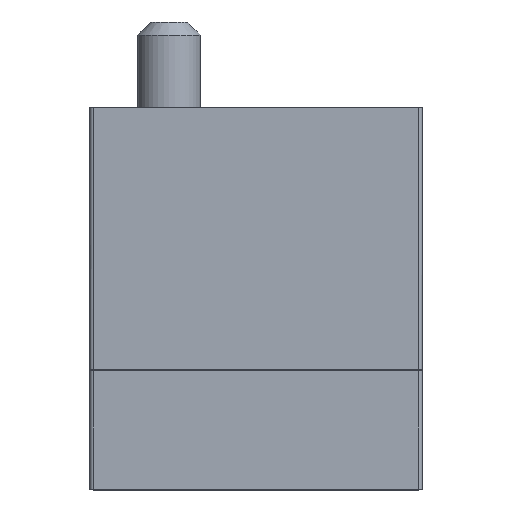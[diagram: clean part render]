
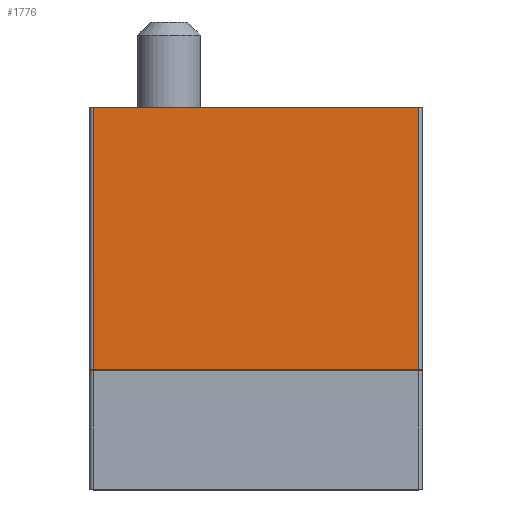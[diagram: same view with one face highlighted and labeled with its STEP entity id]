
A CAD part, top view. The second image highlights one B-rep face of the part: STEP entity #1776.
In plain terms, the highlighted planar face has unit normal (0, 0, 1).
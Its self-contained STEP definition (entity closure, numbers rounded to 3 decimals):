
#66=PLANE('',#1916);
#128=LINE('',#2518,#218);
#129=LINE('',#2528,#219);
#139=LINE('',#2556,#229);
#140=LINE('',#2558,#230);
#218=VECTOR('',#2152,1000.);
#219=VECTOR('',#2165,1000.);
#229=VECTOR('',#2195,1000.);
#230=VECTOR('',#2198,1000.);
#435=ORIENTED_EDGE('',*,*,#648,.T.);
#436=ORIENTED_EDGE('',*,*,#666,.T.);
#437=ORIENTED_EDGE('',*,*,#667,.T.);
#438=ORIENTED_EDGE('',*,*,#652,.T.);
#648=EDGE_CURVE('',#785,#784,#128,.T.);
#652=EDGE_CURVE('',#788,#785,#129,.F.);
#666=EDGE_CURVE('',#784,#795,#139,.T.);
#667=EDGE_CURVE('',#795,#788,#140,.T.);
#784=VERTEX_POINT('',#2517);
#785=VERTEX_POINT('',#2519);
#788=VERTEX_POINT('',#2529);
#795=VERTEX_POINT('',#2555);
#949=EDGE_LOOP('',(#435,#436,#437,#438));
#1071=FACE_BOUND('',#949,.T.);
#1776=ADVANCED_FACE('',(#1071),#66,.F.);
#1916=AXIS2_PLACEMENT_3D('',#2557,#2196,#2197);
#2152=DIRECTION('',(1.,0.,0.));
#2165=DIRECTION('',(0.,1.,0.));
#2195=DIRECTION('',(0.,1.,0.));
#2196=DIRECTION('',(0.,0.,-1.));
#2197=DIRECTION('',(-1.,0.,0.));
#2198=DIRECTION('',(-1.,0.,0.));
#2517=CARTESIAN_POINT('',(12.35,9.1,15.1));
#2518=CARTESIAN_POINT('',(0.,9.1,15.1));
#2519=CARTESIAN_POINT('',(-12.35,9.1,15.1));
#2528=CARTESIAN_POINT('',(-12.35,24.,15.1));
#2529=CARTESIAN_POINT('',(-12.35,29.,15.1));
#2555=CARTESIAN_POINT('',(12.35,29.,15.1));
#2556=CARTESIAN_POINT('',(12.35,24.,15.1));
#2557=CARTESIAN_POINT('',(12.6,24.,15.1));
#2558=CARTESIAN_POINT('',(12.6,29.,15.1));
